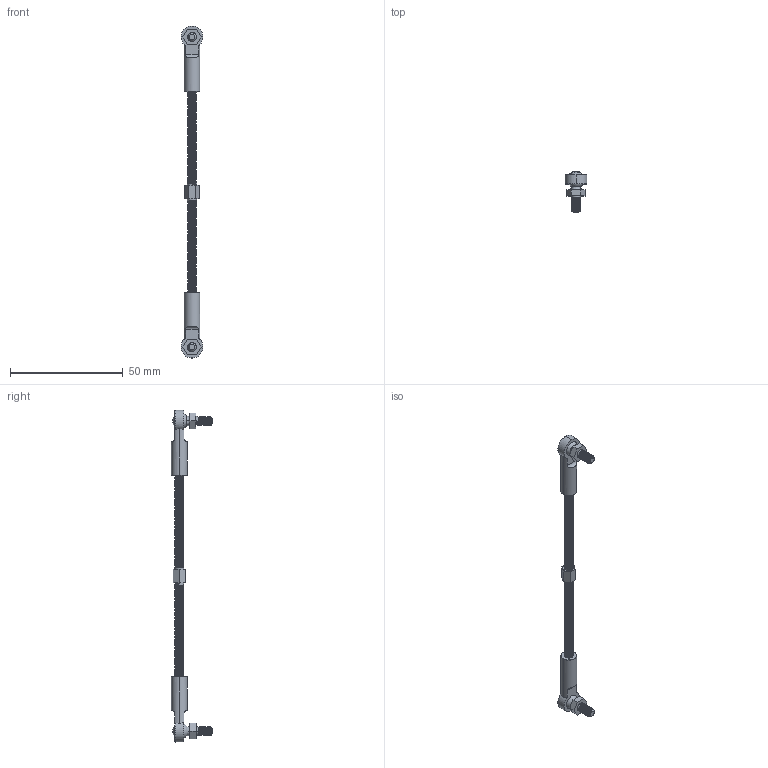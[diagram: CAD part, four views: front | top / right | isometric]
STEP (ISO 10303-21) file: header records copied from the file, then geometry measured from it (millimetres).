
FILE_DESCRIPTION (( 'STEP AP214' ), '1' );
FILE_NAME ('19-0128.STEP', '2025-08-25T09:50:21', ( '' ), ( '' ), 'SwSTEP 2.0', 'SolidWorks 2025', '' );
FILE_SCHEMA (( 'AUTOMOTIVE_DESIGN' ));
Length unit declared in the file: millimetre
Products named in the file (1): 19-0128
Bounding box: 9.68 x 18.2 x 146.98 mm (x, y, z)
Volume: 3453.1 mm3; surface area: 3957.1 mm2
Topology: 3 solids, 3 shells, 379 faces, 1086 edges, 719 vertices
Faces by surface type: cylinder 290, plane 36, cone 20, bspline 18, sphere 8, torus 7
Entity records: 30369 total; most frequent: CARTESIAN_POINT 22274, ORIENTED_EDGE 2148, DIRECTION 1245, EDGE_CURVE 1074, VERTEX_POINT 715, AXIS2_PLACEMENT_3D 442, EDGE_LOOP 397, ADVANCED_FACE 379
